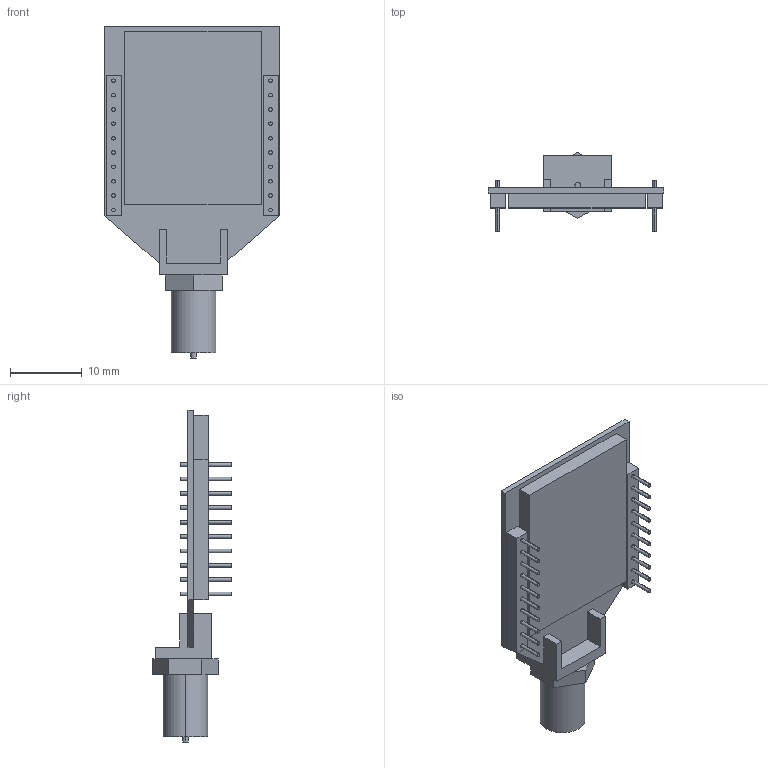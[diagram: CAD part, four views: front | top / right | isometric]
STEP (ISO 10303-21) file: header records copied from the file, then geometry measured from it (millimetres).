
FILE_DESCRIPTION (( 'STEP AP214' ), '1' );
FILE_NAME ('SparkFun Electronics-WRL_10419.STEP', '2014-06-26T14:14:12', ( 'Windows User' ), ( '' ), 'SwSTEP 2.0', 'SolidWorks 2014', '' );
FILE_SCHEMA (( 'AUTOMOTIVE_DESIGN' ));
Length unit declared in the file: inch
Products named in the file (1): SparkFun Electronics-WRL_10419
Bounding box: 24.38 x 11.06 x 46.23 mm (x, y, z)
Volume: 2228.7 mm3; surface area: 2622.7 mm2
Topology: 1 solids, 1 shells, 185 faces, 405 edges, 268 vertices
Faces by surface type: plane 96, cylinder 89
Entity records: 7353 total; most frequent: DIRECTION 955, CARTESIAN_POINT 859, ORIENTED_EDGE 810, EDGE_CURVE 405, AXIS2_PLACEMENT_3D 364, VERTEX_POINT 268, EDGE_LOOP 231, LINE 227
